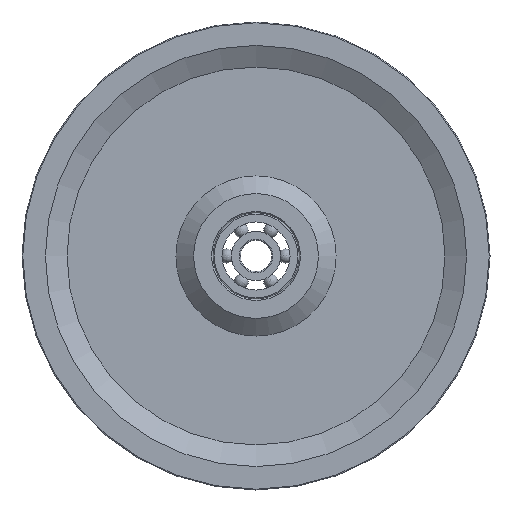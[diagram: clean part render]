
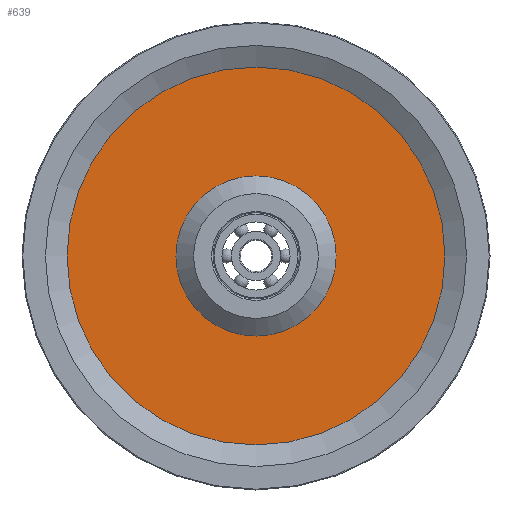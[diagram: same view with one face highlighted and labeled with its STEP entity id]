
A CAD part, front view. The second image highlights one B-rep face of the part: STEP entity #639.
In plain terms, the highlighted planar face has unit normal (0, -1, 0).
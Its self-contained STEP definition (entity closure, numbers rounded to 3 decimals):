
#77=FACE_BOUND('',#161,.T.);
#87=PLANE('',#793);
#111=FACE_OUTER_BOUND('',#160,.T.);
#160=EDGE_LOOP('',(#509));
#161=EDGE_LOOP('',(#510));
#257=CIRCLE('',#792,10.264);
#258=CIRCLE('',#794,24.229);
#318=VERTEX_POINT('',#1193);
#319=VERTEX_POINT('',#1197);
#392=EDGE_CURVE('',#318,#318,#257,.T.);
#394=EDGE_CURVE('',#319,#319,#258,.T.);
#509=ORIENTED_EDGE('',*,*,#394,.F.);
#510=ORIENTED_EDGE('',*,*,#392,.T.);
#639=ADVANCED_FACE('',(#111,#77),#87,.T.);
#792=AXIS2_PLACEMENT_3D('',#1194,#962,#963);
#793=AXIS2_PLACEMENT_3D('',#1196,#965,#966);
#794=AXIS2_PLACEMENT_3D('',#1198,#967,#968);
#962=DIRECTION('center_axis',(0.,1.,0.));
#963=DIRECTION('ref_axis',(0.,0.,1.));
#965=DIRECTION('center_axis',(0.,-1.,0.));
#966=DIRECTION('ref_axis',(0.,0.,-1.));
#967=DIRECTION('center_axis',(0.,1.,0.));
#968=DIRECTION('ref_axis',(0.,0.,1.));
#1193=CARTESIAN_POINT('',(0.,-0.7,-10.264));
#1194=CARTESIAN_POINT('Origin',(0.,-0.7,0.));
#1196=CARTESIAN_POINT('Origin',(0.,-0.7,17.247));
#1197=CARTESIAN_POINT('',(0.,-0.7,-24.229));
#1198=CARTESIAN_POINT('Origin',(0.,-0.7,0.));
